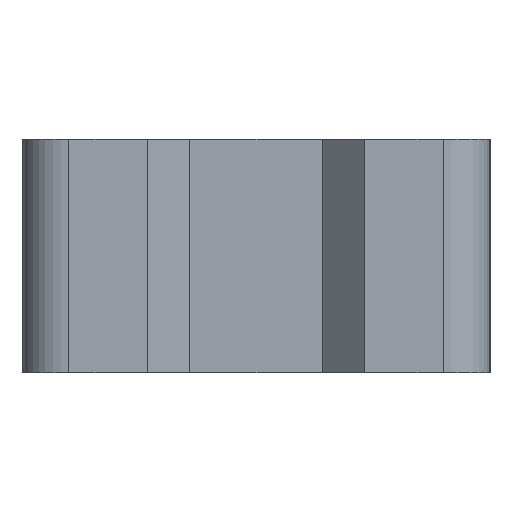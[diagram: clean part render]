
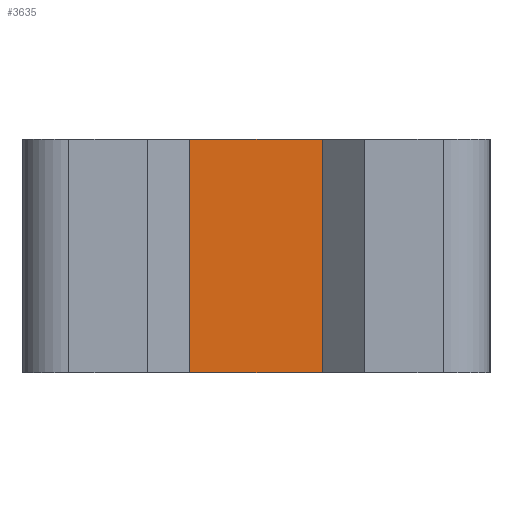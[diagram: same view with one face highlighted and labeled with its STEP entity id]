
A CAD part, left-side view. The second image highlights one B-rep face of the part: STEP entity #3635.
In plain terms, the highlighted planar face has unit normal (-1, 0, 0).
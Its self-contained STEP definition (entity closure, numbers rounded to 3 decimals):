
#3579=CARTESIAN_POINT('',(-33.901,-2.84,10.0));
#3580=VERTEX_POINT('',#3579);
#3587=CARTESIAN_POINT('',(-33.901,-2.84,0.0));
#3588=VERTEX_POINT('',#3587);
#3589=CARTESIAN_POINT('',(-33.901,-2.84,0.0));
#3590=DIRECTION('',(0.0,0.0,1.0));
#3591=VECTOR('',#3590,10.0);
#3592=LINE('',#3589,#3591);
#3593=EDGE_CURVE('',#3588,#3580,#3592,.T.);
#3605=CARTESIAN_POINT('',(-33.901,2.84,0.0));
#3606=DIRECTION('',(-1.0,0.0,0.0));
#3607=DIRECTION('',(0.0,-1.0,0.0));
#3608=AXIS2_PLACEMENT_3D('',#3605,#3606,#3607);
#3609=PLANE('',#3608);
#3610=CARTESIAN_POINT('',(-33.901,2.84,10.0));
#3611=VERTEX_POINT('',#3610);
#3612=CARTESIAN_POINT('',(-33.901,-2.84,10.0));
#3613=DIRECTION('',(0.0,1.0,0.0));
#3614=VECTOR('',#3613,5.68);
#3615=LINE('',#3612,#3614);
#3616=EDGE_CURVE('',#3580,#3611,#3615,.T.);
#3617=ORIENTED_EDGE('',*,*,#3616,.T.);
#3618=CARTESIAN_POINT('',(-33.901,2.84,0.0));
#3619=VERTEX_POINT('',#3618);
#3620=CARTESIAN_POINT('',(-33.901,2.84,0.0));
#3621=DIRECTION('',(0.0,0.0,1.0));
#3622=VECTOR('',#3621,10.0);
#3623=LINE('',#3620,#3622);
#3624=EDGE_CURVE('',#3619,#3611,#3623,.T.);
#3625=ORIENTED_EDGE('',*,*,#3624,.F.);
#3626=CARTESIAN_POINT('',(-33.901,-2.84,0.0));
#3627=DIRECTION('',(0.0,1.0,0.0));
#3628=VECTOR('',#3627,5.68);
#3629=LINE('',#3626,#3628);
#3630=EDGE_CURVE('',#3588,#3619,#3629,.T.);
#3631=ORIENTED_EDGE('',*,*,#3630,.F.);
#3632=ORIENTED_EDGE('',*,*,#3593,.T.);
#3633=EDGE_LOOP('',(#3617,#3625,#3631,#3632));
#3634=FACE_OUTER_BOUND('',#3633,.T.);
#3635=ADVANCED_FACE('',(#3634),#3609,.T.);
